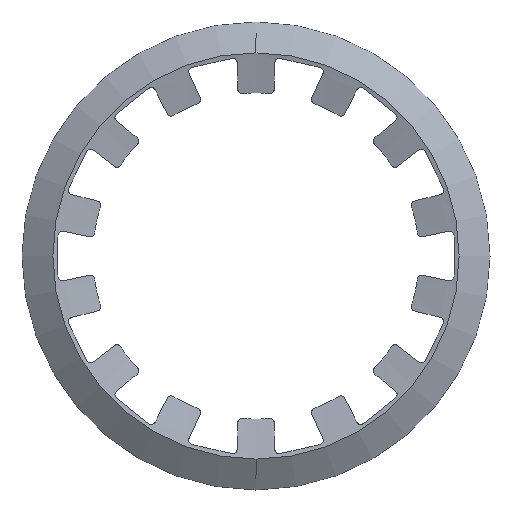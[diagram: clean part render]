
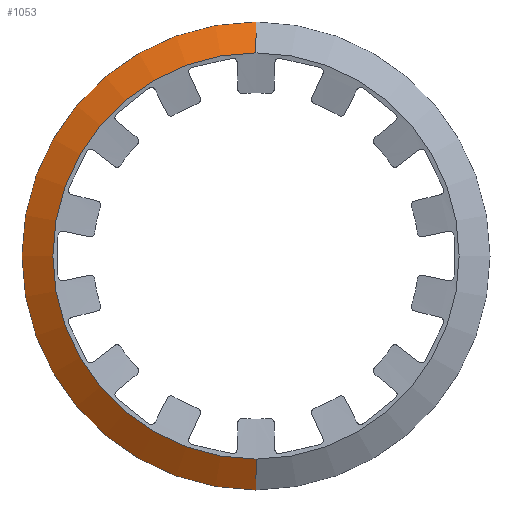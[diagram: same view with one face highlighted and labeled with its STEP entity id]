
A CAD part, left-side view. The second image highlights one B-rep face of the part: STEP entity #1053.
In plain terms, the highlighted conical face has half-angle 58.557 degrees and reference radius 13.665 mm.
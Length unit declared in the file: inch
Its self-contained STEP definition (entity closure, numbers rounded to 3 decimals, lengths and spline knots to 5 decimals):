
#14 = LINE ( 'NONE', #4547, #3181 ) ;
#270 = CARTESIAN_POINT ( 'NONE',  ( 0.04339, 0., 0.538 ) ) ;
#323 = CARTESIAN_POINT ( 'NONE',  ( 0.04339, 0., 0. ) ) ;
#396 = FACE_OUTER_BOUND ( 'NONE', #2165, .T. ) ;
#420 = VERTEX_POINT ( 'NONE', #1792 ) ;
#458 = CIRCLE ( 'NONE', #3768, 0.538 ) ;
#800 = VERTEX_POINT ( 'NONE', #270 ) ;
#804 = DIRECTION ( 'NONE',  ( 0.522, 0., 0.853 ) ) ;
#811 = ORIENTED_EDGE ( 'NONE', *, *, #5307, .T. ) ;
#916 = EDGE_CURVE ( 'NONE', #800, #1086, #458, .T. ) ;
#981 = AXIS2_PLACEMENT_3D ( 'NONE', #2437, #3721, #1595 ) ;
#1007 = ORIENTED_EDGE ( 'NONE', *, *, #2708, .F. ) ;
#1053 = ADVANCED_FACE ( 'NONE', ( #396 ), #2110, .T. ) ;
#1086 = VERTEX_POINT ( 'NONE', #1652 ) ;
#1459 = ORIENTED_EDGE ( 'NONE', *, *, #2934, .F. ) ;
#1595 = DIRECTION ( 'NONE',  ( 0., 0., -1. ) ) ;
#1623 = VERTEX_POINT ( 'NONE', #1756 ) ;
#1652 = CARTESIAN_POINT ( 'NONE',  ( 0.04339, 0., -0.538 ) ) ;
#1756 = CARTESIAN_POINT ( 'NONE',  ( 0., 0., 0.46703 ) ) ;
#1792 = CARTESIAN_POINT ( 'NONE',  ( 0., 0., -0.46703 ) ) ;
#2011 = DIRECTION ( 'NONE',  ( 0., 0., 1. ) ) ;
#2110 = CONICAL_SURFACE ( 'NONE', #981, 0.538, 1.022 ) ;
#2165 = EDGE_LOOP ( 'NONE', ( #1007, #811, #2799, #1459 ) ) ;
#2374 = AXIS2_PLACEMENT_3D ( 'NONE', #2849, #2745, #4020 ) ;
#2437 = CARTESIAN_POINT ( 'NONE',  ( 0.04339, 0., 0. ) ) ;
#2465 = VECTOR ( 'NONE', #4768, 39.37008 ) ;
#2630 = CARTESIAN_POINT ( 'NONE',  ( 0.04339, 0., -0.538 ) ) ;
#2708 = EDGE_CURVE ( 'NONE', #1623, #420, #4743, .T. ) ;
#2745 = DIRECTION ( 'NONE',  ( -1., 0., 0. ) ) ;
#2799 = ORIENTED_EDGE ( 'NONE', *, *, #916, .T. ) ;
#2849 = CARTESIAN_POINT ( 'NONE',  ( 0., 0., 0. ) ) ;
#2934 = EDGE_CURVE ( 'NONE', #420, #1086, #3095, .T. ) ;
#3095 = LINE ( 'NONE', #2630, #2465 ) ;
#3181 = VECTOR ( 'NONE', #804, 39.37008 ) ;
#3721 = DIRECTION ( 'NONE',  ( 1., 0., 0. ) ) ;
#3768 = AXIS2_PLACEMENT_3D ( 'NONE', #323, #5383, #2011 ) ;
#4020 = DIRECTION ( 'NONE',  ( 0., 0., 1. ) ) ;
#4547 = CARTESIAN_POINT ( 'NONE',  ( 0.04339, 0., 0.538 ) ) ;
#4743 = CIRCLE ( 'NONE', #2374, 0.46703 ) ;
#4768 = DIRECTION ( 'NONE',  ( 0.522, 0., -0.853 ) ) ;
#5307 = EDGE_CURVE ( 'NONE', #1623, #800, #14, .T. ) ;
#5383 = DIRECTION ( 'NONE',  ( -1., 0., 0. ) ) ;
